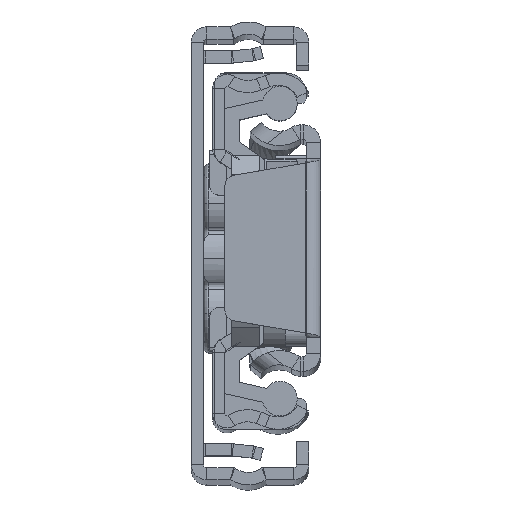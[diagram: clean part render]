
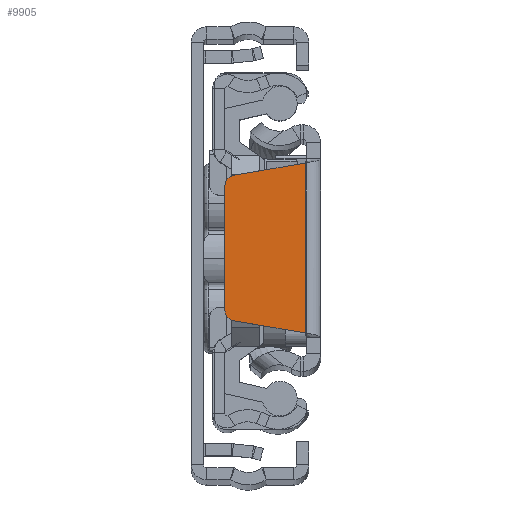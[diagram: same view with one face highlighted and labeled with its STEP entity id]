
A CAD part, top view. The second image highlights one B-rep face of the part: STEP entity #9905.
In plain terms, the highlighted planar face has unit normal (0, 0, 1).
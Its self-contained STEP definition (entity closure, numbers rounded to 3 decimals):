
#698 = VERTEX_POINT ( 'NONE', #6573 ) ;
#801 = DIRECTION ( 'NONE',  ( 0., 0., -1. ) ) ;
#1362 = PLANE ( 'NONE',  #7101 ) ;
#1446 = CARTESIAN_POINT ( 'NONE',  ( -1.5, 8.35, 0. ) ) ;
#1740 = DIRECTION ( 'NONE',  ( -1., 0., 0. ) ) ;
#2178 = EDGE_CURVE ( 'NONE', #13482, #16043, #3176, .T. ) ;
#2909 = EDGE_CURVE ( 'NONE', #698, #13482, #8284, .T. ) ;
#3124 = VECTOR ( 'NONE', #18538, 1000. ) ;
#3166 = CARTESIAN_POINT ( 'NONE',  ( -8.568, -7.142, 0. ) ) ;
#3176 = CIRCLE ( 'NONE', #5740, 1. ) ;
#3200 = FACE_OUTER_BOUND ( 'NONE', #13586, .T. ) ;
#3670 = CARTESIAN_POINT ( 'NONE',  ( -9.4, 6.156, 0. ) ) ;
#3700 = VERTEX_POINT ( 'NONE', #1446 ) ;
#3999 = CARTESIAN_POINT ( 'NONE',  ( -1.5, -8.35, 0. ) ) ;
#4075 = CARTESIAN_POINT ( 'NONE',  ( -1.5, 8.35, 0. ) ) ;
#4236 = DIRECTION ( 'NONE',  ( -1., 0., 0. ) ) ;
#4542 = ORIENTED_EDGE ( 'NONE', *, *, #13125, .F. ) ;
#5694 = DIRECTION ( 'NONE',  ( 0.986, 0.168, 0. ) ) ;
#5740 = AXIS2_PLACEMENT_3D ( 'NONE', #18203, #801, #4236 ) ;
#5951 = DIRECTION ( 'NONE',  ( 0., 1., 0. ) ) ;
#6098 = LINE ( 'NONE', #3166, #3124 ) ;
#6296 = CARTESIAN_POINT ( 'NONE',  ( -8.4, -6.156, 0. ) ) ;
#6573 = CARTESIAN_POINT ( 'NONE',  ( -9.4, -6.156, 0. ) ) ;
#6954 = DIRECTION ( 'NONE',  ( 0., -1., 0. ) ) ;
#7101 = AXIS2_PLACEMENT_3D ( 'NONE', #18468, #17340, #15318 ) ;
#7805 = VERTEX_POINT ( 'NONE', #7929 ) ;
#7929 = CARTESIAN_POINT ( 'NONE',  ( -8.568, -7.142, 0. ) ) ;
#8284 = LINE ( 'NONE', #16755, #9681 ) ;
#9275 = CIRCLE ( 'NONE', #14847, 1. ) ;
#9681 = VECTOR ( 'NONE', #5951, 1000. ) ;
#9905 = ADVANCED_FACE ( 'NONE', ( #3200 ), #1362, .F. ) ;
#10298 = LINE ( 'NONE', #3999, #13375 ) ;
#11208 = VERTEX_POINT ( 'NONE', #15096 ) ;
#12126 = EDGE_CURVE ( 'NONE', #7805, #698, #9275, .T. ) ;
#12244 = EDGE_CURVE ( 'NONE', #11208, #7805, #6098, .T. ) ;
#12440 = ORIENTED_EDGE ( 'NONE', *, *, #12126, .F. ) ;
#12574 = VECTOR ( 'NONE', #5694, 1000. ) ;
#13125 = EDGE_CURVE ( 'NONE', #16043, #3700, #13751, .T. ) ;
#13375 = VECTOR ( 'NONE', #6954, 1000. ) ;
#13482 = VERTEX_POINT ( 'NONE', #3670 ) ;
#13586 = EDGE_LOOP ( 'NONE', ( #15235, #4542, #17490, #18083, #12440, #17015 ) ) ;
#13751 = LINE ( 'NONE', #4075, #12574 ) ;
#14847 = AXIS2_PLACEMENT_3D ( 'NONE', #6296, #15781, #1740 ) ;
#15096 = CARTESIAN_POINT ( 'NONE',  ( -1.5, -8.35, 0. ) ) ;
#15235 = ORIENTED_EDGE ( 'NONE', *, *, #15258, .F. ) ;
#15258 = EDGE_CURVE ( 'NONE', #3700, #11208, #10298, .T. ) ;
#15318 = DIRECTION ( 'NONE',  ( -1., 0., 0. ) ) ;
#15781 = DIRECTION ( 'NONE',  ( 0., 0., -1. ) ) ;
#16043 = VERTEX_POINT ( 'NONE', #19557 ) ;
#16755 = CARTESIAN_POINT ( 'NONE',  ( -9.4, 6.156, 0. ) ) ;
#17015 = ORIENTED_EDGE ( 'NONE', *, *, #12244, .F. ) ;
#17340 = DIRECTION ( 'NONE',  ( 0., 0., -1. ) ) ;
#17490 = ORIENTED_EDGE ( 'NONE', *, *, #2178, .F. ) ;
#18083 = ORIENTED_EDGE ( 'NONE', *, *, #2909, .F. ) ;
#18203 = CARTESIAN_POINT ( 'NONE',  ( -8.4, 6.156, 0. ) ) ;
#18468 = CARTESIAN_POINT ( 'NONE',  ( -8.4, 6.156, 0. ) ) ;
#18538 = DIRECTION ( 'NONE',  ( -0.986, 0.168, 0. ) ) ;
#19557 = CARTESIAN_POINT ( 'NONE',  ( -8.568, 7.142, 0. ) ) ;
